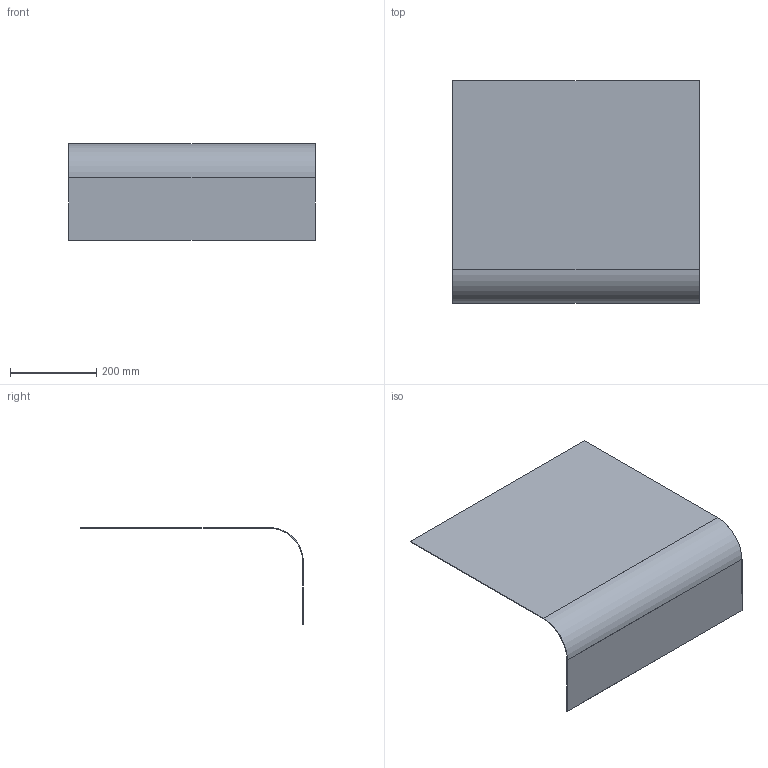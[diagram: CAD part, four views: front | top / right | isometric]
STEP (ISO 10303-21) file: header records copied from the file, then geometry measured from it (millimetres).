
FILE_DESCRIPTION( ( '' ), ' ' );
FILE_NAME( '5de53af1c20965148d2b4667.step', '2019-12-02T16:25:21', ( '' ), ( '' ), ' ', ' ', ' ' );
FILE_SCHEMA( ( 'AUTOMOTIVE_DESIGN { 1 0 10303 214 1 1 1 1 }' ) );
Length unit declared in the file: metre
Products named in the file (1): Part 139
Bounding box: 573.78 x 517.52 x 225.25 mm (x, y, z)
Volume: 644415.4 mm3; surface area: 815929.8 mm2
Topology: 1 solids, 1 shells, 14 faces, 28 edges, 16 vertices
Faces by surface type: plane 12, cylinder 2
Entity records: 480 total; most frequent: DIRECTION 62, CARTESIAN_POINT 59, ORIENTED_EDGE 56, EDGE_CURVE 28, LINE 24, VECTOR 24, AXIS2_PLACEMENT_3D 19, VERTEX_POINT 16
